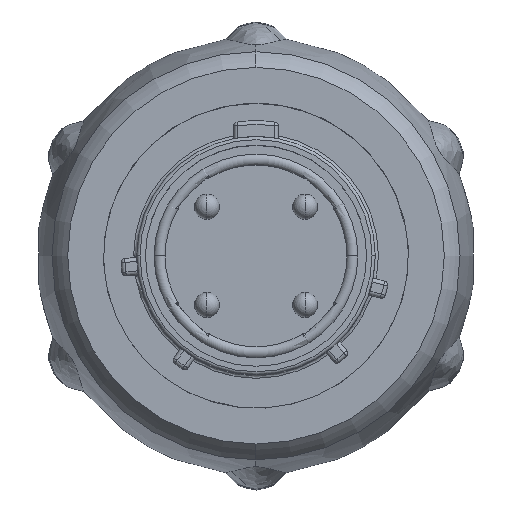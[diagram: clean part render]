
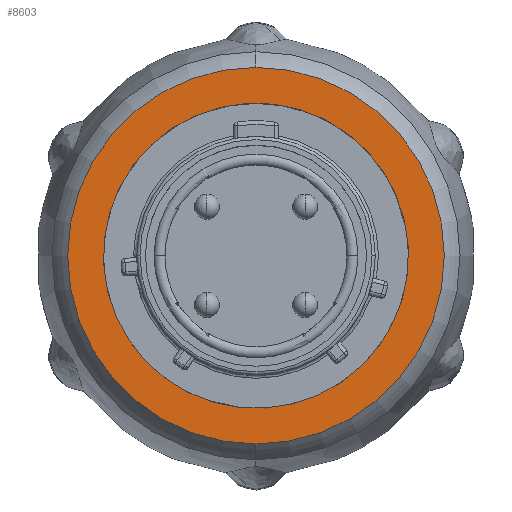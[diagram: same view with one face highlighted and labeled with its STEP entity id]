
A CAD part, top view. The second image highlights one B-rep face of the part: STEP entity #8603.
In plain terms, the highlighted planar face has unit normal (0, 0, 1).
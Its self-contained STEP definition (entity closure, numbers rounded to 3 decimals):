
#2565=CARTESIAN_POINT('',(0.,0.,10.05));
#2566=DIRECTION('',(0.,0.,1.));
#2567=DIRECTION('',(0.,1.,0.));
#2568=AXIS2_PLACEMENT_3D('',#2565,#2566,#2567);
#2570=CARTESIAN_POINT('',(0.,0.,10.05));
#2571=DIRECTION('',(0.,0.,1.));
#2572=DIRECTION('',(0.,-1.,0.));
#2573=AXIS2_PLACEMENT_3D('',#2570,#2571,#2572);
#2585=CARTESIAN_POINT('',(0.,0.,10.05));
#2586=DIRECTION('',(0.,0.,-1.));
#2587=DIRECTION('',(-0.688,0.726,0.));
#2588=AXIS2_PLACEMENT_3D('',#2585,#2586,#2587);
#2682=CARTESIAN_POINT('',(0.,0.,10.05));
#2683=DIRECTION('',(0.,0.,-1.));
#2684=DIRECTION('',(0.972,0.233,0.));
#2685=AXIS2_PLACEMENT_3D('',#2682,#2683,#2684);
#6444=CARTESIAN_POINT('',(0.,11.935,10.05));
#6445=CARTESIAN_POINT('',(0.,-11.935,10.05));
#6446=VERTEX_POINT('',#6444);
#6447=VERTEX_POINT('',#6445);
#6500=CARTESIAN_POINT('',(9.404,2.254,10.05));
#6501=VERTEX_POINT('',#6500);
#6502=CARTESIAN_POINT('',(-6.654,7.017,10.05));
#6503=VERTEX_POINT('',#6502);
#8587=CARTESIAN_POINT('',(0.,0.,10.05));
#8588=DIRECTION('',(0.,0.,-1.));
#8589=DIRECTION('',(0.,-1.,0.));
#8590=AXIS2_PLACEMENT_3D('',#8587,#8588,#8589);
#8591=PLANE('',#8590);
#8592=ORIENTED_EDGE('',*,*,#8577,.F.);
#8594=ORIENTED_EDGE('',*,*,#8593,.F.);
#8595=EDGE_LOOP('',(#8592,#8594));
#8596=FACE_OUTER_BOUND('',#8595,.F.);
#8598=ORIENTED_EDGE('',*,*,#8597,.F.);
#8600=ORIENTED_EDGE('',*,*,#8599,.F.);
#8601=EDGE_LOOP('',(#8598,#8600));
#8602=FACE_BOUND('',#8601,.F.);
#8603=ADVANCED_FACE('',(#8596,#8602),#8591,.F.);
#2569=CIRCLE('',#2568,11.935);
#2574=CIRCLE('',#2573,11.935);
#2589=CIRCLE('',#2588,9.67);
#2686=CIRCLE('',#2685,9.67);
#8577=EDGE_CURVE('',#6446,#6447,#2569,.T.);
#8593=EDGE_CURVE('',#6447,#6446,#2574,.T.);
#8597=EDGE_CURVE('',#6503,#6501,#2589,.T.);
#8599=EDGE_CURVE('',#6501,#6503,#2686,.T.);
